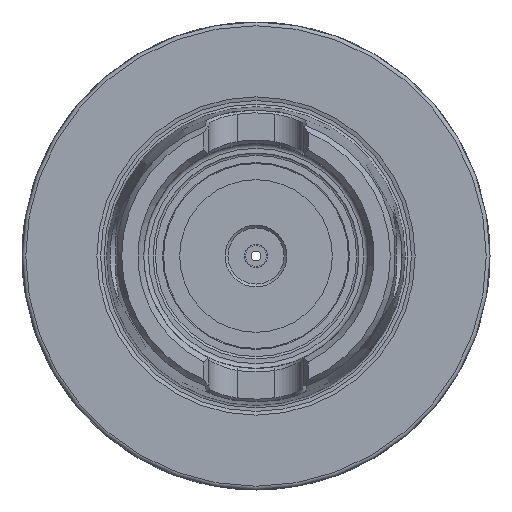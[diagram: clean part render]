
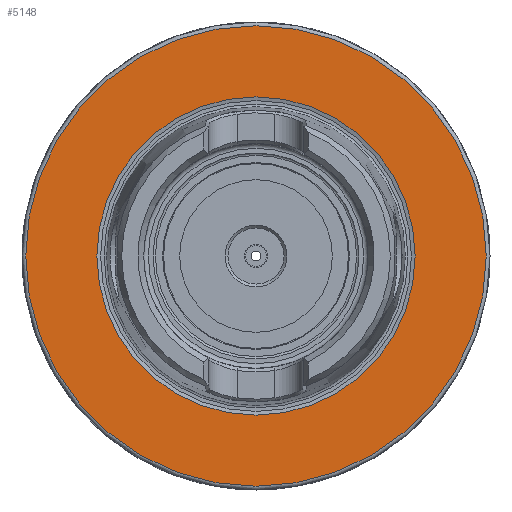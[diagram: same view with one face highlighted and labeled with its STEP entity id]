
A CAD part, left-side view. The second image highlights one B-rep face of the part: STEP entity #5148.
In plain terms, the highlighted planar face has unit normal (-1, 0, 0).
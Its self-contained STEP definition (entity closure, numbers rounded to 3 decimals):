
#5114=CARTESIAN_POINT('',(0.0,34.,0.0));
#5115=VERTEX_POINT('',#5114);
#5116=CARTESIAN_POINT('',(0.0,0.0,0.0));
#5117=DIRECTION('',(1.0,0.0,0.0));
#5118=DIRECTION('',(0.0,1.0,0.0));
#5119=AXIS2_PLACEMENT_3D('',#5116,#5117,#5118);
#5120=CIRCLE('',#5119,34.);
#5121=EDGE_CURVE('',#5115,#5115,#5120,.T.);
#5129=CARTESIAN_POINT('',(0.,41.6,0.0));
#5130=DIRECTION('',(-1.0,0.0,0.0));
#5131=DIRECTION('',(0.0,0.0,1.0));
#5132=AXIS2_PLACEMENT_3D('',#5129,#5130,#5131);
#5133=PLANE('',#5132);
#5134=CARTESIAN_POINT('',(0.,49.2,0.0));
#5135=VERTEX_POINT('',#5134);
#5136=CARTESIAN_POINT('',(0.,0.0,0.0));
#5137=DIRECTION('',(1.0,0.0,0.0));
#5138=DIRECTION('',(0.0,1.0,0.0));
#5139=AXIS2_PLACEMENT_3D('',#5136,#5137,#5138);
#5140=CIRCLE('',#5139,49.2);
#5141=EDGE_CURVE('',#5135,#5135,#5140,.T.);
#5142=ORIENTED_EDGE('',*,*,#5141,.F.);
#5143=EDGE_LOOP('',(#5142));
#5144=FACE_OUTER_BOUND('',#5143,.T.);
#5145=ORIENTED_EDGE('',*,*,#5121,.T.);
#5146=EDGE_LOOP('',(#5145));
#5147=FACE_BOUND('',#5146,.T.);
#5148=ADVANCED_FACE('',(#5144,#5147),#5133,.T.);
